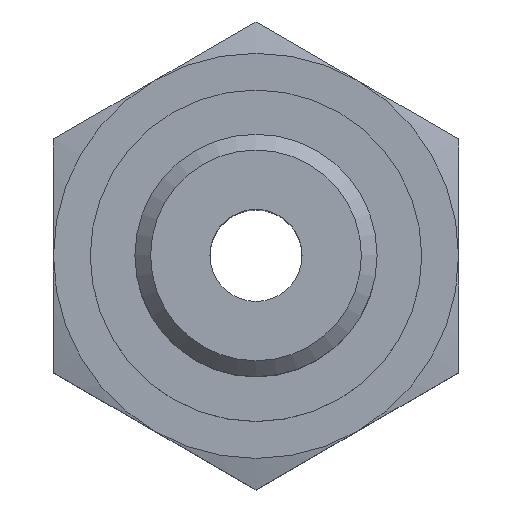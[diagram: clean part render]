
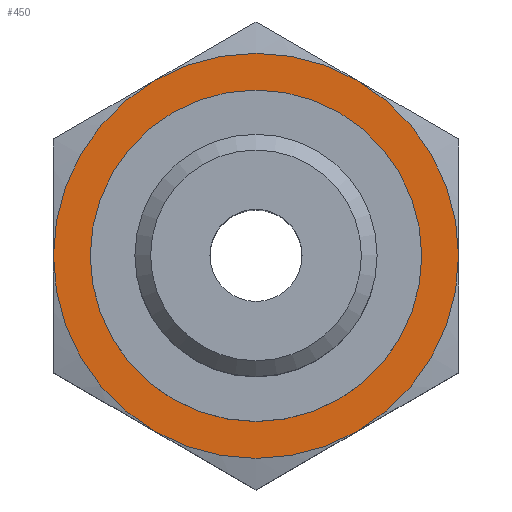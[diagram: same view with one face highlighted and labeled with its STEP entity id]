
A CAD part, top view. The second image highlights one B-rep face of the part: STEP entity #450.
In plain terms, the highlighted planar face has unit normal (0, 0, 1).
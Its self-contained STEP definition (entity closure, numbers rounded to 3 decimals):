
#41=PLANE('',#520);
#54=CIRCLE('',#485,11.);
#55=CIRCLE('',#487,11.);
#56=CIRCLE('',#489,11.);
#57=CIRCLE('',#491,11.);
#58=CIRCLE('',#493,11.);
#71=CIRCLE('',#519,11.);
#72=CIRCLE('',#521,9.);
#139=ORIENTED_EDGE('',*,*,#237,.T.);
#140=ORIENTED_EDGE('',*,*,#235,.F.);
#141=ORIENTED_EDGE('',*,*,#209,.F.);
#142=ORIENTED_EDGE('',*,*,#207,.F.);
#143=ORIENTED_EDGE('',*,*,#218,.F.);
#144=ORIENTED_EDGE('',*,*,#215,.F.);
#145=ORIENTED_EDGE('',*,*,#212,.F.);
#207=EDGE_CURVE('',#260,#259,#54,.T.);
#209=EDGE_CURVE('',#259,#262,#55,.T.);
#212=EDGE_CURVE('',#263,#265,#56,.T.);
#215=EDGE_CURVE('',#265,#267,#57,.T.);
#218=EDGE_CURVE('',#267,#260,#58,.T.);
#235=EDGE_CURVE('',#262,#263,#71,.T.);
#237=EDGE_CURVE('',#282,#282,#72,.T.);
#259=VERTEX_POINT('',#733);
#260=VERTEX_POINT('',#738);
#262=VERTEX_POINT('',#747);
#263=VERTEX_POINT('',#757);
#265=VERTEX_POINT('',#760);
#267=VERTEX_POINT('',#772);
#282=VERTEX_POINT('',#845);
#344=EDGE_LOOP('',(#139));
#345=EDGE_LOOP('',(#140,#141,#142,#143,#144,#145));
#394=FACE_BOUND('',#344,.T.);
#395=FACE_BOUND('',#345,.T.);
#450=ADVANCED_FACE('',(#394,#395),#41,.T.);
#485=AXIS2_PLACEMENT_3D('',#739,#559,#560);
#487=AXIS2_PLACEMENT_3D('',#746,#563,#564);
#489=AXIS2_PLACEMENT_3D('',#759,#567,#568);
#491=AXIS2_PLACEMENT_3D('',#771,#571,#572);
#493=AXIS2_PLACEMENT_3D('',#783,#575,#576);
#519=AXIS2_PLACEMENT_3D('',#838,#627,#628);
#520=AXIS2_PLACEMENT_3D('',#843,#629,#630);
#521=AXIS2_PLACEMENT_3D('',#844,#631,#632);
#559=DIRECTION('',(0.,0.,-1.));
#560=DIRECTION('',(0.,1.,0.));
#563=DIRECTION('',(0.,0.,-1.));
#564=DIRECTION('',(0.,1.,0.));
#567=DIRECTION('',(0.,0.,-1.));
#568=DIRECTION('',(0.,1.,0.));
#571=DIRECTION('',(0.,0.,-1.));
#572=DIRECTION('',(0.,1.,0.));
#575=DIRECTION('',(0.,0.,-1.));
#576=DIRECTION('',(0.,1.,0.));
#627=DIRECTION('',(0.,0.,-1.));
#628=DIRECTION('',(0.,1.,0.));
#629=DIRECTION('',(0.,0.,1.));
#630=DIRECTION('',(0.,-1.,0.));
#631=DIRECTION('',(0.,0.,-1.));
#632=DIRECTION('',(0.,1.,0.));
#733=CARTESIAN_POINT('',(-11.,0.,-2.422));
#738=CARTESIAN_POINT('',(-5.5,-9.526,-2.422));
#739=CARTESIAN_POINT('',(0.,0.,-2.422));
#746=CARTESIAN_POINT('',(0.,0.,-2.422));
#747=CARTESIAN_POINT('',(-5.5,9.526,-2.422));
#757=CARTESIAN_POINT('',(5.5,9.526,-2.422));
#759=CARTESIAN_POINT('',(0.,0.,-2.422));
#760=CARTESIAN_POINT('',(11.,0.,-2.422));
#771=CARTESIAN_POINT('',(0.,0.,-2.422));
#772=CARTESIAN_POINT('',(5.5,-9.526,-2.422));
#783=CARTESIAN_POINT('',(0.,0.,-2.422));
#838=CARTESIAN_POINT('',(0.,0.,-2.422));
#843=CARTESIAN_POINT('',(0.,11.,-2.422));
#844=CARTESIAN_POINT('',(0.,0.,-2.422));
#845=CARTESIAN_POINT('',(0.,9.,-2.422));
